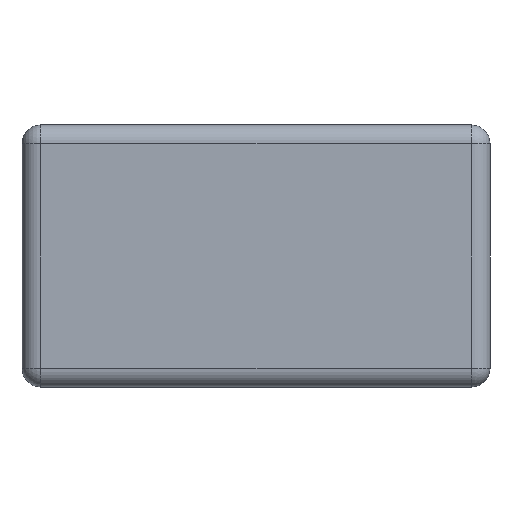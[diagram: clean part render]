
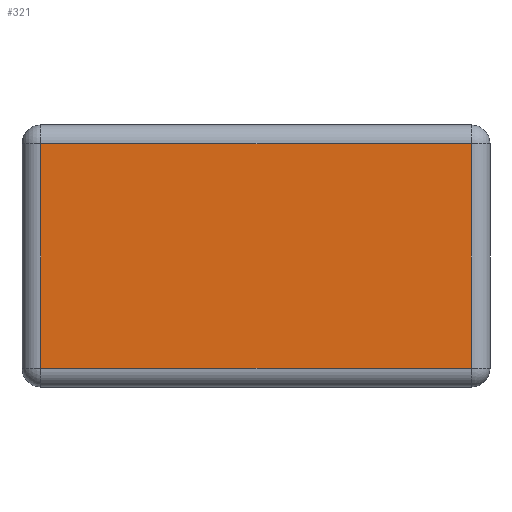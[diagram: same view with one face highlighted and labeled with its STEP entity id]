
A CAD part, left-side view. The second image highlights one B-rep face of the part: STEP entity #321.
In plain terms, the highlighted planar face has unit normal (-1, 0, 0).
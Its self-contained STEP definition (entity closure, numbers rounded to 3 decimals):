
#6 = LINE ( 'NONE', #1083, #404 ) ;
#53 = ORIENTED_EDGE ( 'NONE', *, *, #257, .T. ) ;
#90 = DIRECTION ( 'NONE',  ( 0., 0., -1. ) ) ;
#153 = CARTESIAN_POINT ( 'NONE',  ( -1., -0.575, 0.65 ) ) ;
#154 = VECTOR ( 'NONE', #1048, 1000. ) ;
#168 = VERTEX_POINT ( 'NONE', #832 ) ;
#226 = EDGE_CURVE ( 'NONE', #1088, #1040, #297, .T. ) ;
#257 = EDGE_CURVE ( 'NONE', #1040, #608, #6, .T. ) ;
#297 = LINE ( 'NONE', #1164, #1070 ) ;
#316 = FACE_OUTER_BOUND ( 'NONE', #1269, .T. ) ;
#321 = ADVANCED_FACE ( 'NONE', ( #316 ), #712, .F. ) ;
#322 = ORIENTED_EDGE ( 'NONE', *, *, #776, .T. ) ;
#333 = CARTESIAN_POINT ( 'NONE',  ( -1., 0.575, 0.05 ) ) ;
#404 = VECTOR ( 'NONE', #90, 1000. ) ;
#428 = LINE ( 'NONE', #1213, #1222 ) ;
#520 = DIRECTION ( 'NONE',  ( 0., 0., -1. ) ) ;
#565 = LINE ( 'NONE', #748, #154 ) ;
#579 = DIRECTION ( 'NONE',  ( 0., 1., 0. ) ) ;
#608 = VERTEX_POINT ( 'NONE', #333 ) ;
#678 = AXIS2_PLACEMENT_3D ( 'NONE', #717, #1117, #520 ) ;
#712 = PLANE ( 'NONE',  #678 ) ;
#717 = CARTESIAN_POINT ( 'NONE',  ( -1., -0.625, 0.7 ) ) ;
#748 = CARTESIAN_POINT ( 'NONE',  ( -1., -0.575, 0.7 ) ) ;
#776 = EDGE_CURVE ( 'NONE', #168, #1088, #565, .T. ) ;
#832 = CARTESIAN_POINT ( 'NONE',  ( -1., -0.575, 0.05 ) ) ;
#903 = ORIENTED_EDGE ( 'NONE', *, *, #1229, .T. ) ;
#1018 = DIRECTION ( 'NONE',  ( 0., -1., 0. ) ) ;
#1023 = CARTESIAN_POINT ( 'NONE',  ( -1., 0.575, 0.65 ) ) ;
#1040 = VERTEX_POINT ( 'NONE', #1023 ) ;
#1048 = DIRECTION ( 'NONE',  ( 0., 0., 1. ) ) ;
#1070 = VECTOR ( 'NONE', #579, 1000. ) ;
#1083 = CARTESIAN_POINT ( 'NONE',  ( -1., 0.575, 0.7 ) ) ;
#1088 = VERTEX_POINT ( 'NONE', #153 ) ;
#1117 = DIRECTION ( 'NONE',  ( 1., 0., 0. ) ) ;
#1164 = CARTESIAN_POINT ( 'NONE',  ( -1., -0.625, 0.65 ) ) ;
#1173 = ORIENTED_EDGE ( 'NONE', *, *, #226, .T. ) ;
#1213 = CARTESIAN_POINT ( 'NONE',  ( -1., -0.625, 0.05 ) ) ;
#1222 = VECTOR ( 'NONE', #1018, 1000. ) ;
#1229 = EDGE_CURVE ( 'NONE', #608, #168, #428, .T. ) ;
#1269 = EDGE_LOOP ( 'NONE', ( #53, #903, #322, #1173 ) ) ;
